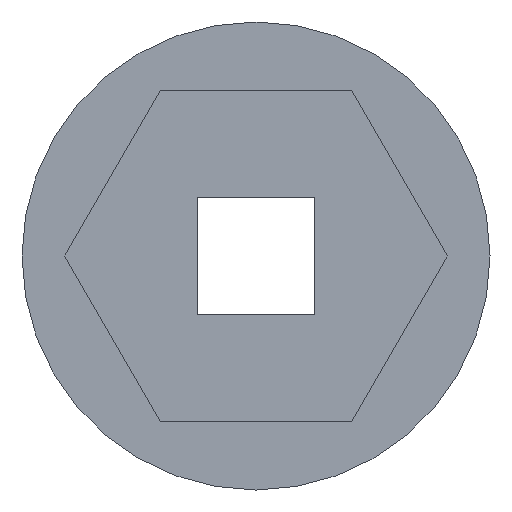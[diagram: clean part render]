
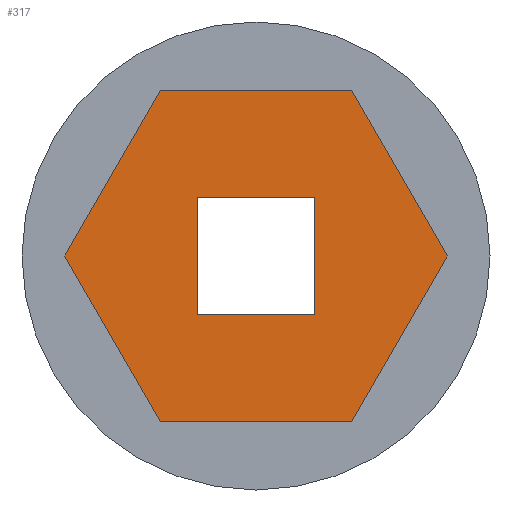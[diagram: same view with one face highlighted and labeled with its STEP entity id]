
A CAD part, front view. The second image highlights one B-rep face of the part: STEP entity #317.
In plain terms, the highlighted planar face has unit normal (0, -1, 0).
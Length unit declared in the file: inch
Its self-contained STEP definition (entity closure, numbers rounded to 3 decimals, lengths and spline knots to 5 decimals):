
#17=FACE_BOUND('',#71,.T.);
#32=PLANE('',#361);
#50=FACE_OUTER_BOUND('',#70,.T.);
#70=EDGE_LOOP('',(#285,#286,#287,#288,#289,#290));
#71=EDGE_LOOP('',(#291,#292,#293,#294));
#85=LINE('',#476,#120);
#87=LINE('',#480,#122);
#96=LINE('',#503,#131);
#97=LINE('',#505,#132);
#99=LINE('',#511,#134);
#102=LINE('',#516,#137);
#104=LINE('',#520,#139);
#106=LINE('',#524,#141);
#108=LINE('',#528,#143);
#110=LINE('',#531,#145);
#120=VECTOR('',#391,0.3937);
#122=VECTOR('',#395,0.3937);
#131=VECTOR('',#414,0.3937);
#132=VECTOR('',#417,0.3937);
#134=VECTOR('',#423,0.3937);
#137=VECTOR('',#428,0.3937);
#139=VECTOR('',#432,0.3937);
#141=VECTOR('',#436,0.3937);
#143=VECTOR('',#440,0.3937);
#145=VECTOR('',#444,0.3937);
#154=VERTEX_POINT('',#473);
#155=VERTEX_POINT('',#475);
#156=VERTEX_POINT('',#479);
#165=VERTEX_POINT('',#501);
#166=VERTEX_POINT('',#509);
#167=VERTEX_POINT('',#510);
#168=VERTEX_POINT('',#515);
#169=VERTEX_POINT('',#519);
#170=VERTEX_POINT('',#523);
#171=VERTEX_POINT('',#527);
#185=EDGE_CURVE('',#154,#155,#85,.T.);
#187=EDGE_CURVE('',#155,#156,#87,.T.);
#198=EDGE_CURVE('',#165,#154,#96,.T.);
#199=EDGE_CURVE('',#156,#165,#97,.T.);
#201=EDGE_CURVE('',#166,#167,#99,.T.);
#204=EDGE_CURVE('',#168,#166,#102,.T.);
#206=EDGE_CURVE('',#169,#168,#104,.T.);
#208=EDGE_CURVE('',#170,#169,#106,.T.);
#210=EDGE_CURVE('',#171,#170,#108,.T.);
#212=EDGE_CURVE('',#167,#171,#110,.T.);
#285=ORIENTED_EDGE('',*,*,#212,.T.);
#286=ORIENTED_EDGE('',*,*,#210,.T.);
#287=ORIENTED_EDGE('',*,*,#208,.T.);
#288=ORIENTED_EDGE('',*,*,#206,.T.);
#289=ORIENTED_EDGE('',*,*,#204,.T.);
#290=ORIENTED_EDGE('',*,*,#201,.T.);
#291=ORIENTED_EDGE('',*,*,#199,.F.);
#292=ORIENTED_EDGE('',*,*,#187,.F.);
#293=ORIENTED_EDGE('',*,*,#185,.F.);
#294=ORIENTED_EDGE('',*,*,#198,.F.);
#317=ADVANCED_FACE('',(#50,#17),#32,.F.);
#361=AXIS2_PLACEMENT_3D('',#532,#445,#446);
#391=DIRECTION('',(-1.,0.,0.));
#395=DIRECTION('',(0.,0.,-1.));
#414=DIRECTION('',(0.,0.,1.));
#417=DIRECTION('',(1.,0.,0.));
#423=DIRECTION('',(-0.5,0.,0.866));
#428=DIRECTION('',(0.5,0.,0.866));
#432=DIRECTION('',(1.,0.,0.));
#436=DIRECTION('',(0.5,0.,-0.866));
#440=DIRECTION('',(-0.5,0.,-0.866));
#444=DIRECTION('',(-1.,0.,0.));
#445=DIRECTION('center_axis',(0.,1.,0.));
#446=DIRECTION('ref_axis',(0.,0.,1.));
#473=CARTESIAN_POINT('',(0.063,0.,0.063));
#475=CARTESIAN_POINT('',(-0.063,0.,0.063));
#476=CARTESIAN_POINT('',(-0.0315,0.,0.063));
#479=CARTESIAN_POINT('',(-0.063,0.,-0.063));
#480=CARTESIAN_POINT('',(-0.063,0.,-0.0315));
#501=CARTESIAN_POINT('',(0.063,0.,-0.063));
#503=CARTESIAN_POINT('',(0.063,0.,0.0315));
#505=CARTESIAN_POINT('',(0.0315,0.,-0.063));
#509=CARTESIAN_POINT('',(0.20438,0.,0.));
#510=CARTESIAN_POINT('',(0.10219,0.,0.177));
#511=CARTESIAN_POINT('',(0.20438,0.,0.));
#515=CARTESIAN_POINT('',(0.10219,0.,-0.177));
#516=CARTESIAN_POINT('',(0.10219,0.,-0.177));
#519=CARTESIAN_POINT('',(-0.10219,0.,-0.177));
#520=CARTESIAN_POINT('',(-0.10219,0.,-0.177));
#523=CARTESIAN_POINT('',(-0.20438,0.,0.));
#524=CARTESIAN_POINT('',(-0.20438,0.,0.));
#527=CARTESIAN_POINT('',(-0.10219,0.,0.177));
#528=CARTESIAN_POINT('',(-0.10219,0.,0.177));
#531=CARTESIAN_POINT('',(0.10219,0.,0.177));
#532=CARTESIAN_POINT('Origin',(0.,0.,0.));
